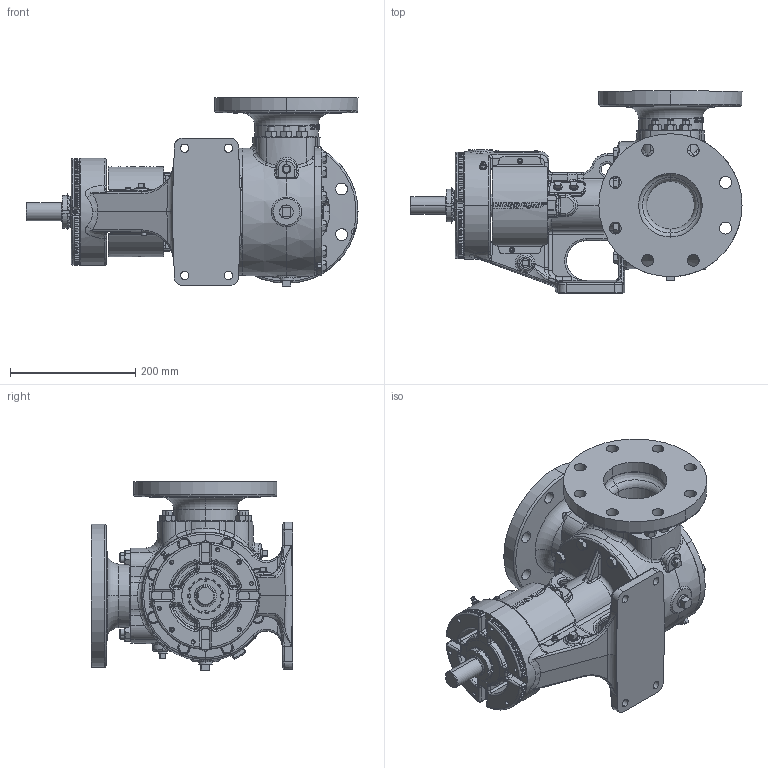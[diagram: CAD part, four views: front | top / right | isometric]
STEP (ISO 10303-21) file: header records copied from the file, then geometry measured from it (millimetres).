
FILE_DESCRIPTION (( 'STEP AP214' ), '1' );
FILE_NAME ('KV-2750.step', '2025-12-05T02:27:12', ( '' ), ( '' ), 'SwSTEP 2.0', 'SolidWorks 2024', '' );
FILE_SCHEMA (( 'AUTOMOTIVE_DESIGN' ));
Length unit declared in the file: inch
Products named in the file (1): KV-2750
Bounding box: 530.33 x 322.33 x 301.88 mm (x, y, z)
Volume: 10046821.8 mm3; surface area: 812107.3 mm2
Topology: 1 solids, 1 shells, 4860 faces, 12421 edges, 7736 vertices
Faces by surface type: bspline 1506, plane 1497, cone 947, cylinder 670, torus 177, sphere 63
Entity records: 224302 total; most frequent: CARTESIAN_POINT 119712, ORIENTED_EDGE 24684, DIRECTION 17405, EDGE_CURVE 12342, VERTEX_POINT 7733, AXIS2_PLACEMENT_3D 6458, EDGE_LOOP 5165, ADVANCED_FACE 4860
